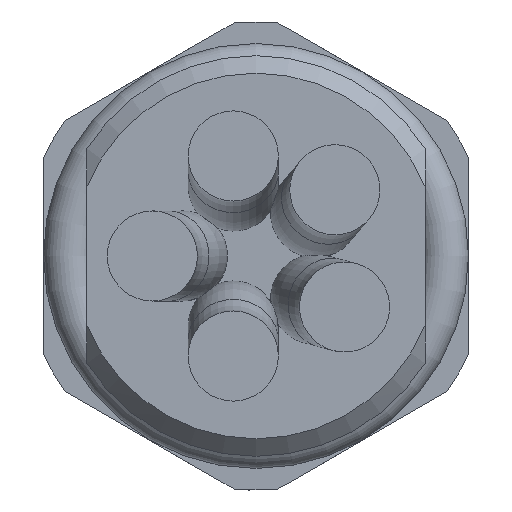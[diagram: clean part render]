
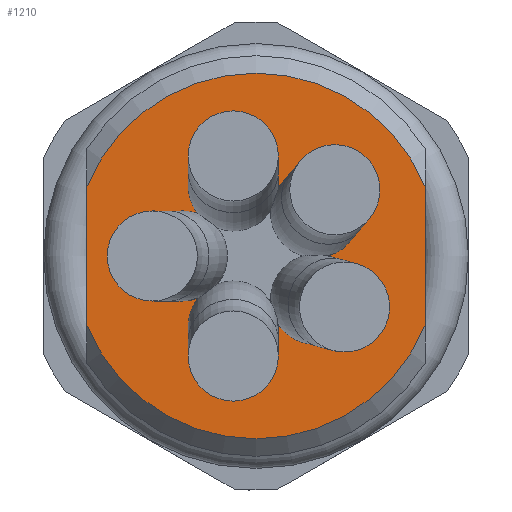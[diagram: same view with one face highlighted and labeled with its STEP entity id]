
A CAD part, front view. The second image highlights one B-rep face of the part: STEP entity #1210.
In plain terms, the highlighted planar face has unit normal (0, -1, 0).
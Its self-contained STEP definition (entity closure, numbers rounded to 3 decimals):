
#494=LINE('',#7142,#711);
#495=LINE('',#7156,#712);
#711=VECTOR('',#5061,1.);
#712=VECTOR('',#5068,1.);
#802=PLANE('',#4170);
#1210=ADVANCED_FACE('',(#1364,#1365),#802,.F.);
#1364=FACE_BOUND('',#1619,.T.);
#1365=FACE_BOUND('',#1620,.T.);
#1619=EDGE_LOOP('',(#2653,#2654,#2655,#2656));
#1620=EDGE_LOOP('',(#2657,#2658,#2659,#2660,#2661));
#2653=ORIENTED_EDGE('',*,*,#3617,.F.);
#2654=ORIENTED_EDGE('',*,*,#3616,.T.);
#2655=ORIENTED_EDGE('',*,*,#3613,.T.);
#2656=ORIENTED_EDGE('',*,*,#3611,.T.);
#2657=ORIENTED_EDGE('',*,*,#3618,.T.);
#2658=ORIENTED_EDGE('',*,*,#3619,.T.);
#2659=ORIENTED_EDGE('',*,*,#3620,.T.);
#2660=ORIENTED_EDGE('',*,*,#3621,.T.);
#2661=ORIENTED_EDGE('',*,*,#3622,.T.);
#3084=VERTEX_POINT('',#7134);
#3085=VERTEX_POINT('',#7136);
#3086=VERTEX_POINT('',#7143);
#3087=VERTEX_POINT('',#7153);
#3088=VERTEX_POINT('',#7159);
#3089=VERTEX_POINT('',#7160);
#3090=VERTEX_POINT('',#7162);
#3091=VERTEX_POINT('',#7164);
#3092=VERTEX_POINT('',#7166);
#3611=EDGE_CURVE('',#3085,#3084,#3814,.T.);
#3613=EDGE_CURVE('',#3086,#3085,#494,.T.);
#3616=EDGE_CURVE('',#3087,#3086,#3815,.T.);
#3617=EDGE_CURVE('',#3087,#3084,#495,.T.);
#3618=EDGE_CURVE('',#3088,#3089,#3816,.T.);
#3619=EDGE_CURVE('',#3089,#3090,#3817,.T.);
#3620=EDGE_CURVE('',#3090,#3091,#3818,.T.);
#3621=EDGE_CURVE('',#3091,#3092,#3819,.T.);
#3622=EDGE_CURVE('',#3092,#3088,#3820,.T.);
#3814=CIRCLE('',#4159,7.3);
#3815=CIRCLE('',#4162,7.3);
#3816=CIRCLE('',#4165,1.8);
#3817=CIRCLE('',#4166,1.8);
#3818=CIRCLE('',#4167,1.8);
#3819=CIRCLE('',#4168,1.8);
#3820=CIRCLE('',#4169,1.8);
#4159=AXIS2_PLACEMENT_3D('',#7135,#5057,#5058);
#4162=AXIS2_PLACEMENT_3D('',#7154,#5064,#5065);
#4165=AXIS2_PLACEMENT_3D('',#7158,#5071,#5072);
#4166=AXIS2_PLACEMENT_3D('',#7161,#5073,#5074);
#4167=AXIS2_PLACEMENT_3D('',#7163,#5075,#5076);
#4168=AXIS2_PLACEMENT_3D('',#7165,#5077,#5078);
#4169=AXIS2_PLACEMENT_3D('',#7167,#5079,#5080);
#4170=AXIS2_PLACEMENT_3D('',#7168,#5081,#5082);
#5057=DIRECTION('',(0.,-1.,0.));
#5058=DIRECTION('',(0.,0.,-1.));
#5061=DIRECTION('',(0.,0.,1.));
#5064=DIRECTION('',(0.,-1.,0.));
#5065=DIRECTION('',(0.,0.,-1.));
#5068=DIRECTION('',(0.,0.,1.));
#5071=DIRECTION('',(0.,1.,0.));
#5072=DIRECTION('',(0.,0.,-1.));
#5073=DIRECTION('',(0.,1.,0.));
#5074=DIRECTION('',(0.,0.,-1.));
#5075=DIRECTION('',(0.,1.,0.));
#5076=DIRECTION('',(0.,0.,-1.));
#5077=DIRECTION('',(0.,1.,0.));
#5078=DIRECTION('',(0.,0.,-1.));
#5079=DIRECTION('',(0.,1.,0.));
#5080=DIRECTION('',(0.,0.,-1.));
#5081=DIRECTION('',(0.,1.,0.));
#5082=DIRECTION('',(0.,0.,1.));
#7134=CARTESIAN_POINT('',(93.25,86.05,2.78));
#7135=CARTESIAN_POINT('',(100.,86.05,0.));
#7136=CARTESIAN_POINT('',(106.75,86.05,2.78));
#7142=CARTESIAN_POINT('',(106.75,86.05,0.));
#7143=CARTESIAN_POINT('',(106.75,86.05,-2.78));
#7153=CARTESIAN_POINT('',(93.25,86.05,-2.78));
#7154=CARTESIAN_POINT('',(100.,86.05,0.));
#7156=CARTESIAN_POINT('',(93.25,86.05,0.));
#7158=CARTESIAN_POINT('',(99.091,86.05,2.796));
#7159=CARTESIAN_POINT('',(97.668,86.05,1.694));
#7160=CARTESIAN_POINT('',(100.891,86.05,2.741));
#7161=CARTESIAN_POINT('',(102.379,86.05,1.728));
#7162=CARTESIAN_POINT('',(102.882,86.05,0.));
#7163=CARTESIAN_POINT('',(102.379,86.05,-1.728));
#7164=CARTESIAN_POINT('',(100.891,86.05,-2.741));
#7165=CARTESIAN_POINT('',(99.091,86.05,-2.796));
#7166=CARTESIAN_POINT('',(97.668,86.05,-1.694));
#7167=CARTESIAN_POINT('',(97.06,86.05,0.));
#7168=CARTESIAN_POINT('',(107.3,86.05,0.));
